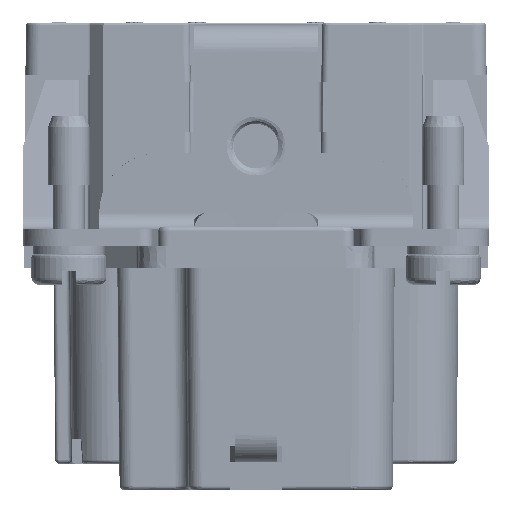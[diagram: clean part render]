
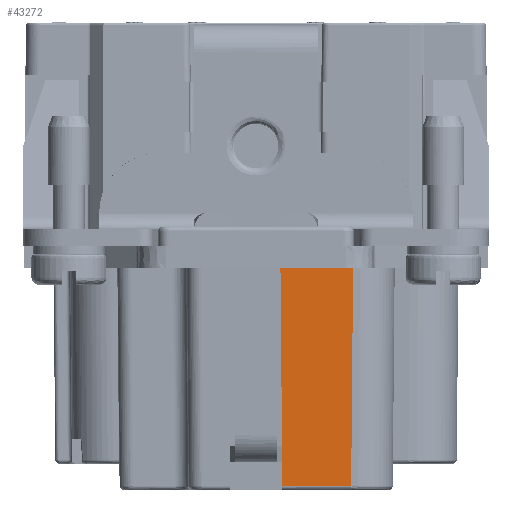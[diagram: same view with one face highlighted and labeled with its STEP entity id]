
A CAD part, left-side view. The second image highlights one B-rep face of the part: STEP entity #43272.
In plain terms, the highlighted planar face has unit normal (-1, 0, -0.009).
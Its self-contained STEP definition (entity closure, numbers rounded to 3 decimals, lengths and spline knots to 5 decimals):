
#1901 = PLANE ( 'NONE',  #28659 ) ;
#3414 = CARTESIAN_POINT ( 'NONE',  ( -1.26576, -0.2756, 0.05761 ) ) ;
#14843 = DIRECTION ( 'NONE',  ( 0., -1., 0. ) ) ;
#17494 = FACE_OUTER_BOUND ( 'NONE', #138398, .T. ) ;
#20607 = DIRECTION ( 'NONE',  ( -0.009, 0., 1. ) ) ;
#24115 = CARTESIAN_POINT ( 'NONE',  ( -1.26575, -0.06945, 0.05657 ) ) ;
#28659 = AXIS2_PLACEMENT_3D ( 'NONE', #65286, #178483, #20607 ) ;
#41740 = CARTESIAN_POINT ( 'NONE',  ( -1.26575, -0.13816, 0.05657 ) ) ;
#43182 = ORIENTED_EDGE ( 'NONE', *, *, #76106, .F. ) ;
#43272 = ADVANCED_FACE ( 'NONE', ( #17494 ), #1901, .T. ) ;
#44943 = ORIENTED_EDGE ( 'NONE', *, *, #205204, .F. ) ;
#65286 = CARTESIAN_POINT ( 'NONE',  ( -1.26575, -0.3937, 0.05657 ) ) ;
#67826 = LINE ( 'NONE', #3414, #185097 ) ;
#70423 = CARTESIAN_POINT ( 'NONE',  ( -1.26575, -0.2756, 0.05657 ) ) ;
#75283 = EDGE_CURVE ( 'NONE', #133977, #173272, #93813, .T. ) ;
#76019 = LINE ( 'NONE', #201754, #85666 ) ;
#76106 = EDGE_CURVE ( 'NONE', #140412, #173272, #67826, .T. ) ;
#83628 = ORIENTED_EDGE ( 'NONE', *, *, #101226, .F. ) ;
#85666 = VECTOR ( 'NONE', #139342, 39.37008 ) ;
#93813 = LINE ( 'NONE', #140542, #108601 ) ;
#99925 = CARTESIAN_POINT ( 'NONE',  ( -1.26035, -0.07484, -0.56164 ) ) ;
#101226 = EDGE_CURVE ( 'NONE', #102313, #140412, #183575, .T. ) ;
#102313 = VERTEX_POINT ( 'NONE', #122780 ) ;
#108601 = VECTOR ( 'NONE', #14843, 39.37008 ) ;
#110666 = ORIENTED_EDGE ( 'NONE', *, *, #75283, .T. ) ;
#122780 = CARTESIAN_POINT ( 'NONE',  ( -1.26575, -0.06945, 0.05657 ) ) ;
#133977 = VERTEX_POINT ( 'NONE', #99925 ) ;
#138398 = EDGE_LOOP ( 'NONE', ( #43182, #83628, #44943, #110666 ) ) ;
#139342 = DIRECTION ( 'NONE',  ( -0.009, 0.009, 1. ) ) ;
#140412 = VERTEX_POINT ( 'NONE', #70423 ) ;
#140542 = CARTESIAN_POINT ( 'NONE',  ( -1.26035, -0.3937, -0.56164 ) ) ;
#154779 = CARTESIAN_POINT ( 'NONE',  ( -1.26035, -0.2702, -0.56164 ) ) ;
#167422 = CARTESIAN_POINT ( 'NONE',  ( -1.26575, -0.20688, 0.05657 ) ) ;
#173272 = VERTEX_POINT ( 'NONE', #154779 ) ;
#178483 = DIRECTION ( 'NONE',  ( -1., 0., -0.009 ) ) ;
#183575 = B_SPLINE_CURVE_WITH_KNOTS ( 'NONE', 3,
 ( #24115, #41740, #167422, #201714 ),
 .UNSPECIFIED., .F., .F.,
 ( 4, 4 ),
 ( 0., 1. ),
 .UNSPECIFIED. ) ;
#185097 = VECTOR ( 'NONE', #193530, 39.37008 ) ;
#193530 = DIRECTION ( 'NONE',  ( 0.009, 0.009, -1. ) ) ;
#201714 = CARTESIAN_POINT ( 'NONE',  ( -1.26575, -0.2756, 0.05657 ) ) ;
#201754 = CARTESIAN_POINT ( 'NONE',  ( -1.26035, -0.07484, -0.56164 ) ) ;
#205204 = EDGE_CURVE ( 'NONE', #133977, #102313, #76019, .T. ) ;
